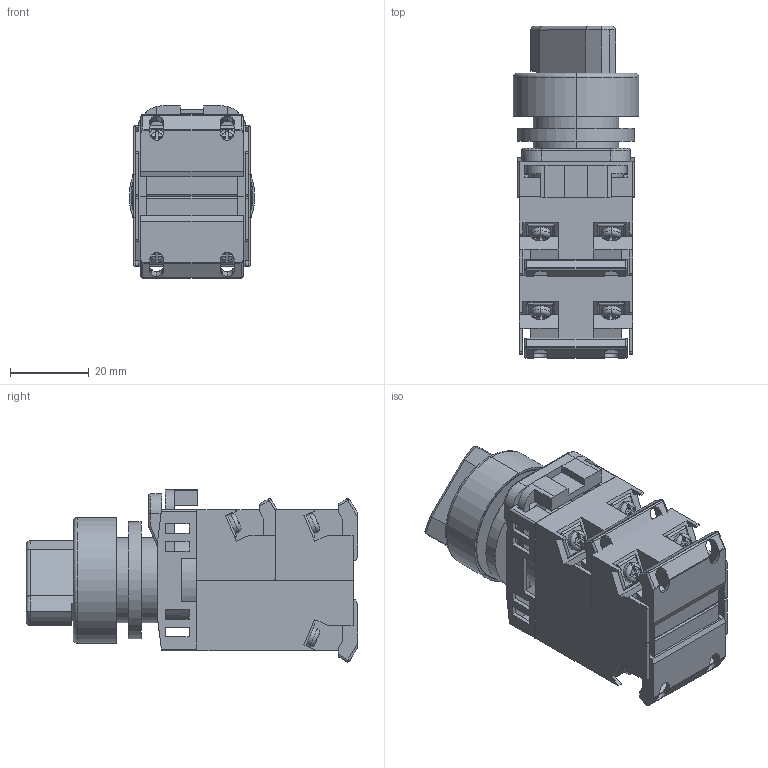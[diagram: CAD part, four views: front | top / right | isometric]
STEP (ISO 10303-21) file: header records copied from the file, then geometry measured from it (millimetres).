
FILE_DESCRIPTION (( 'STEP AP214' ), '1' );
FILE_NAME ('AR22PL-311L3RZA.step', '2017-08-28T20:59:24', ( '' ), ( '' ), 'SwSTEP 2.0', 'SolidWorks 2017', '' );
FILE_SCHEMA (( 'AUTOMOTIVE_DESIGN' ));
Length unit declared in the file: millimetre
Products named in the file (1): AR22PL-311L3RZA
Bounding box: 32 x 84.5 x 43.81 mm (x, y, z)
Volume: 58015.3 mm3; surface area: 31382.1 mm2
Topology: 24 solids, 24 shells, 602 faces, 1616 edges, 1052 vertices
Faces by surface type: plane 413, cylinder 155, torus 18, sphere 11, bspline 5
Entity records: 19814 total; most frequent: CARTESIAN_POINT 4594, ORIENTED_EDGE 3228, DIRECTION 2782, EDGE_CURVE 1614, VECTOR 1132, LINE 1132, VERTEX_POINT 1052, AXIS2_PLACEMENT_3D 825
